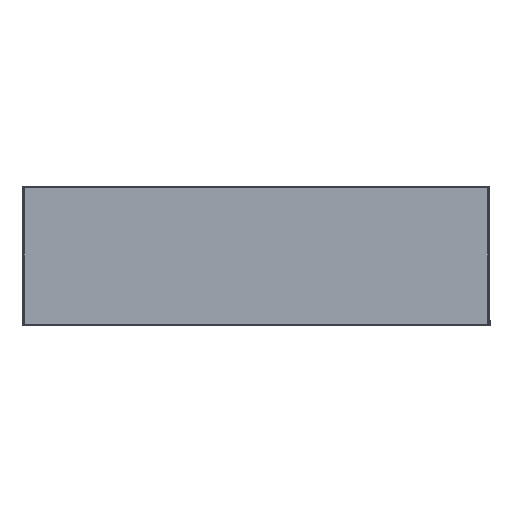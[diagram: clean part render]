
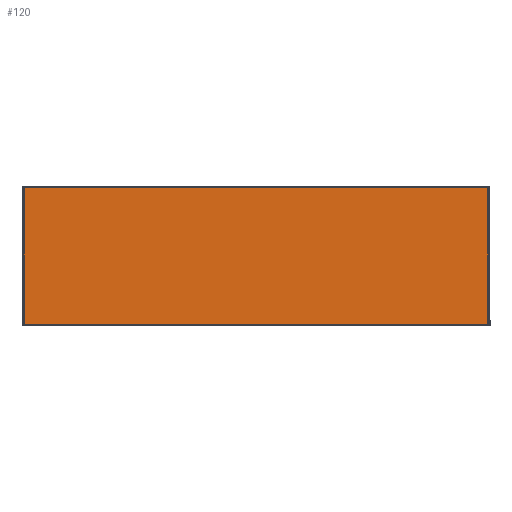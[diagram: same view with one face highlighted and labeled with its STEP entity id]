
A CAD part, top view. The second image highlights one B-rep face of the part: STEP entity #120.
In plain terms, the highlighted planar face has unit normal (0, 0, 1).
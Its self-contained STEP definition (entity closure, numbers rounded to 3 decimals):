
#12 = CARTESIAN_POINT ( 'NONE',  ( 250.5, -73.939, 0. ) ) ;
#28 = ORIENTED_EDGE ( 'NONE', *, *, #1012, .T. ) ;
#120 = ADVANCED_FACE ( 'NONE', ( #1048 ), #738, .T. ) ;
#172 = EDGE_LOOP ( 'NONE', ( #28, #2066, #1325, #975 ) ) ;
#223 = CARTESIAN_POINT ( 'NONE',  ( 250.5, 75., 0. ) ) ;
#233 = LINE ( 'NONE', #1936, #463 ) ;
#244 = CARTESIAN_POINT ( 'NONE',  ( -254.405, -73.939, 0. ) ) ;
#345 = VERTEX_POINT ( 'NONE', #12 ) ;
#374 = EDGE_CURVE ( 'NONE', #1566, #873, #1045, .T. ) ;
#463 = VECTOR ( 'NONE', #585, 1000. ) ;
#566 = VECTOR ( 'NONE', #1159, 1000. ) ;
#585 = DIRECTION ( 'NONE',  ( 0., 1., 0. ) ) ;
#661 = AXIS2_PLACEMENT_3D ( 'NONE', #1896, #1520, #2036 ) ;
#667 = VECTOR ( 'NONE', #1485, 1000. ) ;
#738 = PLANE ( 'NONE',  #661 ) ;
#772 = LINE ( 'NONE', #223, #667 ) ;
#802 = CARTESIAN_POINT ( 'NONE',  ( 250.5, 73.939, 0. ) ) ;
#873 = VERTEX_POINT ( 'NONE', #802 ) ;
#938 = CARTESIAN_POINT ( 'NONE',  ( -250.5, 73.939, 0. ) ) ;
#975 = ORIENTED_EDGE ( 'NONE', *, *, #1425, .F. ) ;
#999 = CARTESIAN_POINT ( 'NONE',  ( -250.5, -73.939, 0. ) ) ;
#1012 = EDGE_CURVE ( 'NONE', #1714, #345, #2114, .T. ) ;
#1045 = LINE ( 'NONE', #1118, #566 ) ;
#1048 = FACE_OUTER_BOUND ( 'NONE', #172, .T. ) ;
#1118 = CARTESIAN_POINT ( 'NONE',  ( -254.405, 73.939, 0. ) ) ;
#1159 = DIRECTION ( 'NONE',  ( 1., 0., 0. ) ) ;
#1325 = ORIENTED_EDGE ( 'NONE', *, *, #374, .F. ) ;
#1425 = EDGE_CURVE ( 'NONE', #1714, #1566, #233, .T. ) ;
#1485 = DIRECTION ( 'NONE',  ( 0., -1., 0. ) ) ;
#1491 = DIRECTION ( 'NONE',  ( 1., 0., 0. ) ) ;
#1520 = DIRECTION ( 'NONE',  ( 0., 0., 1. ) ) ;
#1566 = VERTEX_POINT ( 'NONE', #938 ) ;
#1714 = VERTEX_POINT ( 'NONE', #999 ) ;
#1799 = EDGE_CURVE ( 'NONE', #873, #345, #772, .T. ) ;
#1896 = CARTESIAN_POINT ( 'NONE',  ( 0., 0., 0. ) ) ;
#1910 = VECTOR ( 'NONE', #1491, 1000. ) ;
#1936 = CARTESIAN_POINT ( 'NONE',  ( -250.5, -75., 0. ) ) ;
#2036 = DIRECTION ( 'NONE',  ( 1., 0., 0. ) ) ;
#2066 = ORIENTED_EDGE ( 'NONE', *, *, #1799, .F. ) ;
#2114 = LINE ( 'NONE', #244, #1910 ) ;
